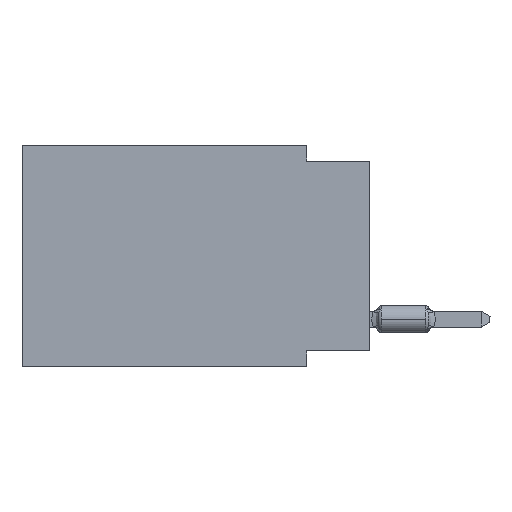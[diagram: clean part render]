
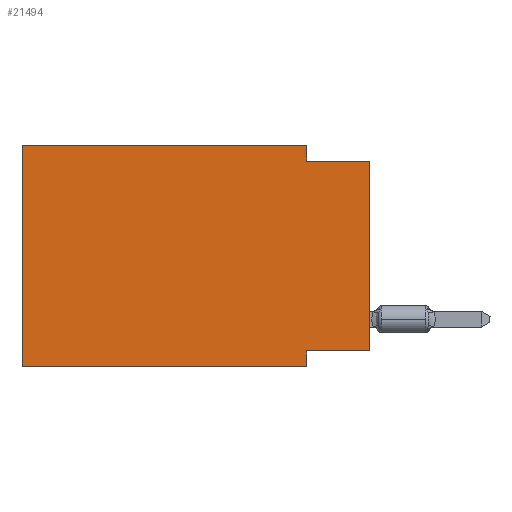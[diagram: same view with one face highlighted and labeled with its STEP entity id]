
A CAD part, left-side view. The second image highlights one B-rep face of the part: STEP entity #21494.
In plain terms, the highlighted planar face has unit normal (-1, 0, 0).
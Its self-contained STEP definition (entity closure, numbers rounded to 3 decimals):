
#1026 = CARTESIAN_POINT ( 'NONE',  ( 0., 2.54, 0. ) ) ;
#3027 = AXIS2_PLACEMENT_3D ( 'NONE', #33136, #19720, #52178 ) ;
#3076 = CARTESIAN_POINT ( 'NONE',  ( 0., 13.97, 0. ) ) ;
#3174 = CARTESIAN_POINT ( 'NONE',  ( 0., 13.97, 0. ) ) ;
#5148 = CARTESIAN_POINT ( 'NONE',  ( 0., 13.97, 0. ) ) ;
#5185 = VERTEX_POINT ( 'NONE', #10985 ) ;
#6861 = EDGE_CURVE ( 'NONE', #7235, #59360, #17754, .T. ) ;
#6973 = EDGE_CURVE ( 'NONE', #58292, #11937, #18671, .T. ) ;
#7235 = VERTEX_POINT ( 'NONE', #32017 ) ;
#7754 = ORIENTED_EDGE ( 'NONE', *, *, #27817, .T. ) ;
#8159 = LINE ( 'NONE', #3174, #21525 ) ;
#8311 = LINE ( 'NONE', #50767, #9779 ) ;
#8594 = DIRECTION ( 'NONE',  ( 0., -1., 0. ) ) ;
#9590 = ORIENTED_EDGE ( 'NONE', *, *, #55856, .F. ) ;
#9779 = VECTOR ( 'NONE', #60141, 1000. ) ;
#10425 = VECTOR ( 'NONE', #60819, 1000. ) ;
#10985 = CARTESIAN_POINT ( 'NONE',  ( 0., 0., -0.635 ) ) ;
#11864 = ORIENTED_EDGE ( 'NONE', *, *, #30622, .T. ) ;
#11937 = VERTEX_POINT ( 'NONE', #19132 ) ;
#12372 = ORIENTED_EDGE ( 'NONE', *, *, #6861, .F. ) ;
#12667 = LINE ( 'NONE', #27009, #42907 ) ;
#16472 = VECTOR ( 'NONE', #17646, 1000. ) ;
#17646 = DIRECTION ( 'NONE',  ( 0., -1., 0. ) ) ;
#17754 = LINE ( 'NONE', #3076, #10425 ) ;
#18199 = CARTESIAN_POINT ( 'NONE',  ( 0., 0., 0. ) ) ;
#18671 = LINE ( 'NONE', #52971, #61271 ) ;
#19026 = VECTOR ( 'NONE', #48483, 1000. ) ;
#19132 = CARTESIAN_POINT ( 'NONE',  ( 0., 2.54, -8.89 ) ) ;
#19720 = DIRECTION ( 'NONE',  ( 1., 0., 0. ) ) ;
#21494 = ADVANCED_FACE ( 'NONE', ( #38427 ), #29061, .F. ) ;
#21525 = VECTOR ( 'NONE', #36874, 1000. ) ;
#23653 = DIRECTION ( 'NONE',  ( 0., 0., -1. ) ) ;
#25246 = VECTOR ( 'NONE', #37218, 1000. ) ;
#27009 = CARTESIAN_POINT ( 'NONE',  ( 0., 13.97, -8.89 ) ) ;
#27393 = ORIENTED_EDGE ( 'NONE', *, *, #32678, .F. ) ;
#27676 = CARTESIAN_POINT ( 'NONE',  ( 0., 2.54, -8.255 ) ) ;
#27817 = EDGE_CURVE ( 'NONE', #7235, #11937, #12667, .T. ) ;
#29061 = PLANE ( 'NONE',  #3027 ) ;
#30622 = EDGE_CURVE ( 'NONE', #49604, #5185, #60949, .T. ) ;
#32017 = CARTESIAN_POINT ( 'NONE',  ( 0., 13.97, -8.89 ) ) ;
#32287 = CARTESIAN_POINT ( 'NONE',  ( 0., 0., -0.635 ) ) ;
#32678 = EDGE_CURVE ( 'NONE', #60079, #5185, #50415, .T. ) ;
#33136 = CARTESIAN_POINT ( 'NONE',  ( 0., 13.97, 0. ) ) ;
#33496 = LINE ( 'NONE', #1026, #19026 ) ;
#36874 = DIRECTION ( 'NONE',  ( 0., -1., 0. ) ) ;
#37218 = DIRECTION ( 'NONE',  ( 0., 0., 1. ) ) ;
#37488 = CARTESIAN_POINT ( 'NONE',  ( 0., 2.54, -0.635 ) ) ;
#38427 = FACE_OUTER_BOUND ( 'NONE', #42084, .T. ) ;
#42084 = EDGE_LOOP ( 'NONE', ( #11864, #27393, #50135, #58191, #12372, #7754, #45782, #9590 ) ) ;
#42907 = VECTOR ( 'NONE', #8594, 1000. ) ;
#45782 = ORIENTED_EDGE ( 'NONE', *, *, #6973, .F. ) ;
#48483 = DIRECTION ( 'NONE',  ( 0., 0., -1. ) ) ;
#49604 = VERTEX_POINT ( 'NONE', #51352 ) ;
#50135 = ORIENTED_EDGE ( 'NONE', *, *, #52627, .F. ) ;
#50415 = LINE ( 'NONE', #32287, #16472 ) ;
#50767 = CARTESIAN_POINT ( 'NONE',  ( 0., 0., -8.255 ) ) ;
#51352 = CARTESIAN_POINT ( 'NONE',  ( 0., 0., -8.255 ) ) ;
#52178 = DIRECTION ( 'NONE',  ( 0., 0., -1. ) ) ;
#52627 = EDGE_CURVE ( 'NONE', #59783, #60079, #33496, .T. ) ;
#52971 = CARTESIAN_POINT ( 'NONE',  ( 0., 2.54, -8.89 ) ) ;
#53454 = CARTESIAN_POINT ( 'NONE',  ( 0., 2.54, 0. ) ) ;
#55856 = EDGE_CURVE ( 'NONE', #49604, #58292, #8311, .T. ) ;
#58191 = ORIENTED_EDGE ( 'NONE', *, *, #59968, .F. ) ;
#58292 = VERTEX_POINT ( 'NONE', #27676 ) ;
#59360 = VERTEX_POINT ( 'NONE', #5148 ) ;
#59783 = VERTEX_POINT ( 'NONE', #53454 ) ;
#59968 = EDGE_CURVE ( 'NONE', #59360, #59783, #8159, .T. ) ;
#60079 = VERTEX_POINT ( 'NONE', #37488 ) ;
#60141 = DIRECTION ( 'NONE',  ( 0., 1., 0. ) ) ;
#60819 = DIRECTION ( 'NONE',  ( 0., 0., 1. ) ) ;
#60949 = LINE ( 'NONE', #18199, #25246 ) ;
#61271 = VECTOR ( 'NONE', #23653, 1000. ) ;
